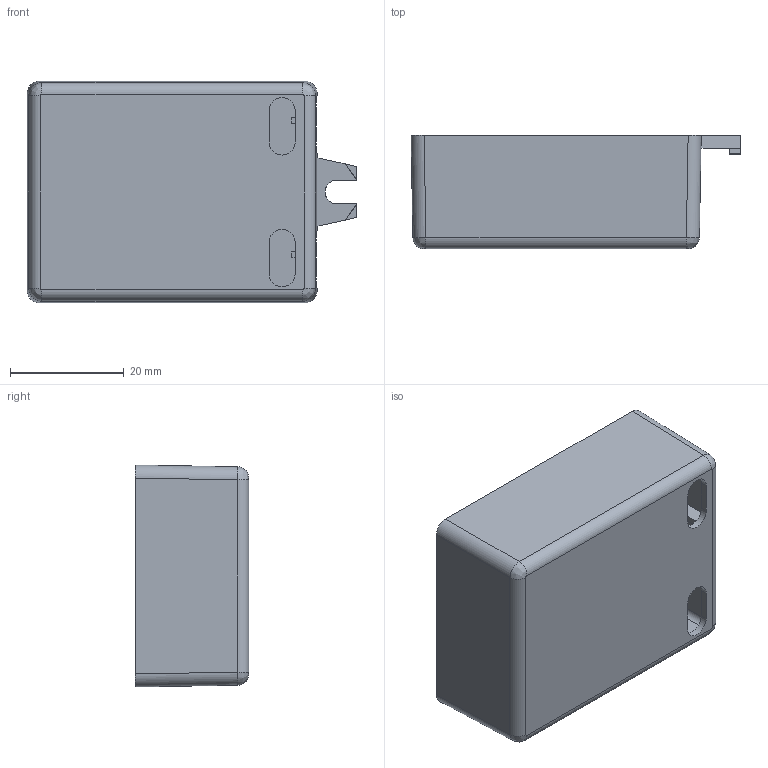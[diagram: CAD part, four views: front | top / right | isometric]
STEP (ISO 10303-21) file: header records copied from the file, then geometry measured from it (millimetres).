
FILE_DESCRIPTION((''),'2;1');
FILE_NAME('LIC4C_ASM','2015-03-11T',('Hedy'),(''),'PRO/ENGINEER BY PARAMETRIC TECHNOLOGY CORPORATION, 2009380','PRO/ENGINEER BY PARAMETRIC TECHNOLOGY CORPORATION, 2009380','');
FILE_SCHEMA(('CONFIG_CONTROL_DESIGN'));
Length unit declared in the file: millimetre
Products named in the file (3): MAWLSVC4C-1A-2; MAWLSVC4C-2A-2; LIC4C_ASM
Assembly tree (2 placements, depth 2):
  LIC4C_ASM
    MAWLSVC4C-1A-2
    MAWLSVC4C-2A-2
Bounding box: 58.1 x 20 x 39.1 mm (x, y, z)
Volume: 9102.1 mm3; surface area: 16051.2 mm2
Topology: 2 solids, 2 shells, 199 faces, 554 edges, 366 vertices
Faces by surface type: plane 148, cylinder 36, bspline 8, cone 7
Entity records: 9009 total; most frequent: CARTESIAN_POINT 1397, ORIENTED_EDGE 1108, DIRECTION 1004, PRESENTATION_STYLE_ASSIGNMENT 635, STYLED_ITEM 556, CURVE_STYLE 554, EDGE_CURVE 554, VECTOR 444
